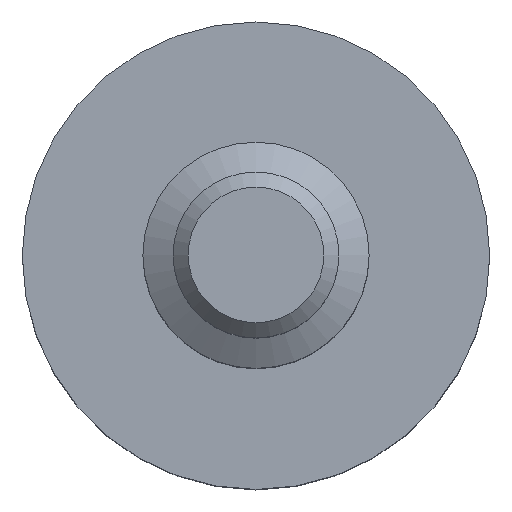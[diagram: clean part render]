
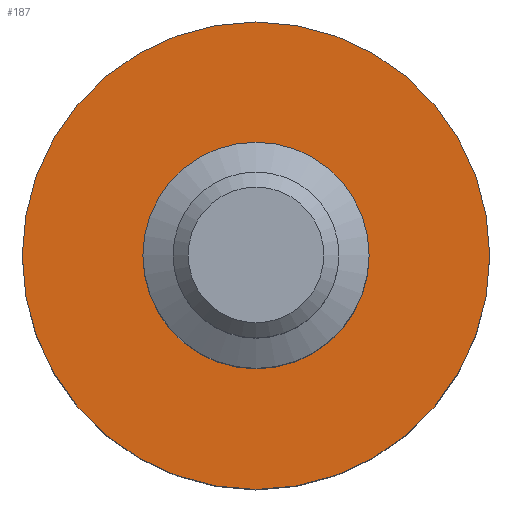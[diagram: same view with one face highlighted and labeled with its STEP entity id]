
A CAD part, top view. The second image highlights one B-rep face of the part: STEP entity #187.
In plain terms, the highlighted planar face has unit normal (0, 0, 1).
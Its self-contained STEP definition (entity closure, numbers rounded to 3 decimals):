
#16=PLANE($,#221);
#38=FACE_BOUND($,#80,.T.);
#39=FACE_BOUND($,#81,.T.);
#80=EDGE_LOOP($,(#155));
#81=EDGE_LOOP($,(#156));
#92=CIRCLE($,#208,7.5);
#98=CIRCLE($,#220,15.5);
#107=VERTEX_POINT($,#312);
#113=VERTEX_POINT($,#330);
#122=EDGE_CURVE($,#107,#107,#92,.T.);
#128=EDGE_CURVE($,#113,#113,#98,.T.);
#155=ORIENTED_EDGE($,*,*,#122,.T.);
#156=ORIENTED_EDGE($,*,*,#128,.F.);
#187=ADVANCED_FACE($,(#38,#39),#16,.F.);
#208=AXIS2_PLACEMENT_3D($,#313,#257,#258);
#220=AXIS2_PLACEMENT_3D($,#331,#281,#282);
#221=AXIS2_PLACEMENT_3D($,#332,#283,#284);
#257=DIRECTION('center_axis',(0.,0.,-1.));
#258=DIRECTION('ref_axis',(-1.,0.,0.));
#281=DIRECTION('center_axis',(0.,0.,-1.));
#282=DIRECTION('ref_axis',(-1.,0.,0.));
#283=DIRECTION('center_axis',(0.,0.,-1.));
#284=DIRECTION('ref_axis',(-1.,0.,0.));
#312=CARTESIAN_POINT('',(7.5,0.,0.));
#313=CARTESIAN_POINT('Origin',(0.,0.,0.));
#330=CARTESIAN_POINT('',(15.5,0.,0.));
#331=CARTESIAN_POINT('Origin',(0.,0.,0.));
#332=CARTESIAN_POINT('Origin',(0.,0.,0.));
